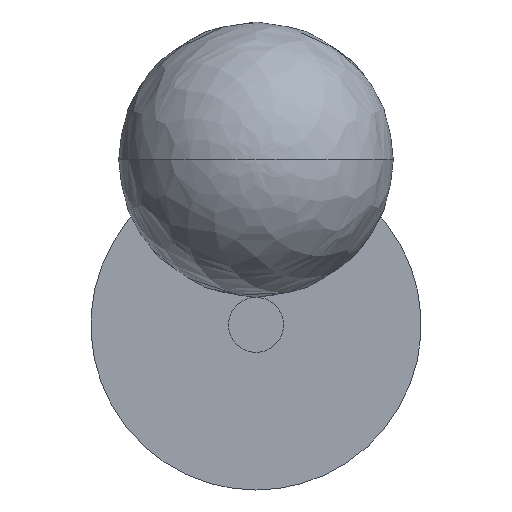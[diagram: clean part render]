
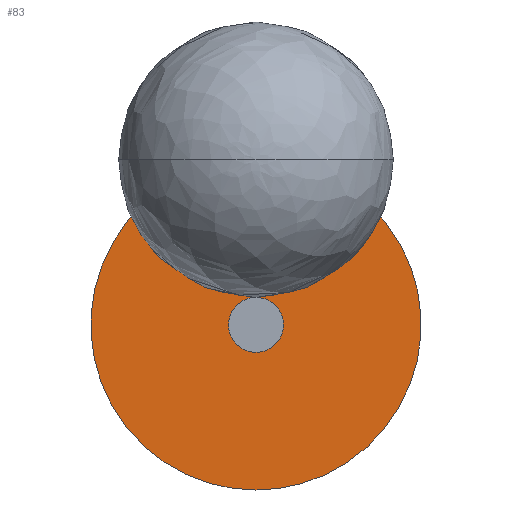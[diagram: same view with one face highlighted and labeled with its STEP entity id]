
A CAD part, front view. The second image highlights one B-rep face of the part: STEP entity #83.
In plain terms, the highlighted planar face has unit normal (0, -1, 0).
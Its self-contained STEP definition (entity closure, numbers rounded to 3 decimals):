
#83=ADVANCED_FACE('',(#97),#216,.T.);
#97=FACE_OUTER_BOUND('',#111,.T.);
#111=EDGE_LOOP('',(#136,#137));
#136=ORIENTED_EDGE('',*,*,#170,.F.);
#137=ORIENTED_EDGE('',*,*,#166,.F.);
#166=EDGE_CURVE('',#204,#206,#186,.T.);
#170=EDGE_CURVE('',#206,#204,#190,.T.);
#186=(
BOUNDED_CURVE()
B_SPLINE_CURVE(2,(#345,#346,#347,#348,#349),.UNSPECIFIED.,.F.,.F.)
B_SPLINE_CURVE_WITH_KNOTS((3,2,3),(0.,94.248,188.496),
 .UNSPECIFIED.)
CURVE()
GEOMETRIC_REPRESENTATION_ITEM()
RATIONAL_B_SPLINE_CURVE((1.,0.707,1.,0.707,1.))
REPRESENTATION_ITEM('')
);
#190=(
BOUNDED_CURVE()
B_SPLINE_CURVE(2,(#359,#360,#361,#362,#363),.UNSPECIFIED.,.F.,.F.)
B_SPLINE_CURVE_WITH_KNOTS((3,2,3),(188.496,282.743,376.991),
 .UNSPECIFIED.)
CURVE()
GEOMETRIC_REPRESENTATION_ITEM()
RATIONAL_B_SPLINE_CURVE((1.,0.707,1.,0.707,1.))
REPRESENTATION_ITEM('')
);
#204=VERTEX_POINT('',#341);
#206=VERTEX_POINT('',#343);
#216=PLANE('',#250);
#250=AXIS2_PLACEMENT_3D('',#329,#260,$);
#260=DIRECTION('',(0.,-1.,0.));
#329=CARTESIAN_POINT('',(-75.,-25.,-15.));
#341=CARTESIAN_POINT('',(0.,-25.,120.));
#343=CARTESIAN_POINT('',(0.,-25.,0.));
#345=CARTESIAN_POINT('',(0.,-25.,120.));
#346=CARTESIAN_POINT('',(60.,-25.,120.));
#347=CARTESIAN_POINT('',(60.,-25.,60.));
#348=CARTESIAN_POINT('',(60.,-25.,0.));
#349=CARTESIAN_POINT('',(0.,-25.,0.));
#359=CARTESIAN_POINT('',(0.,-25.,0.));
#360=CARTESIAN_POINT('',(-60.,-25.,0.));
#361=CARTESIAN_POINT('',(-60.,-25.,60.));
#362=CARTESIAN_POINT('',(-60.,-25.,120.));
#363=CARTESIAN_POINT('',(0.,-25.,120.));
